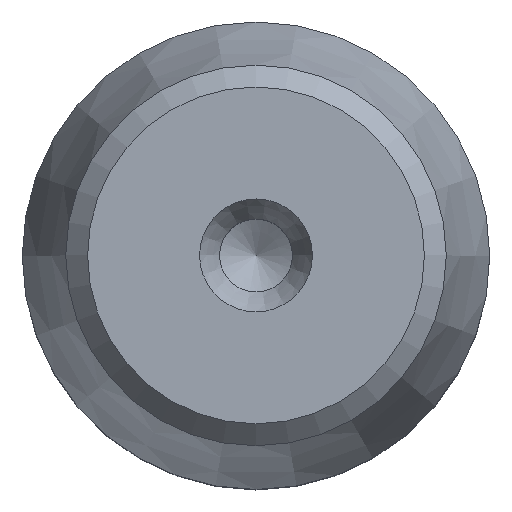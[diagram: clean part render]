
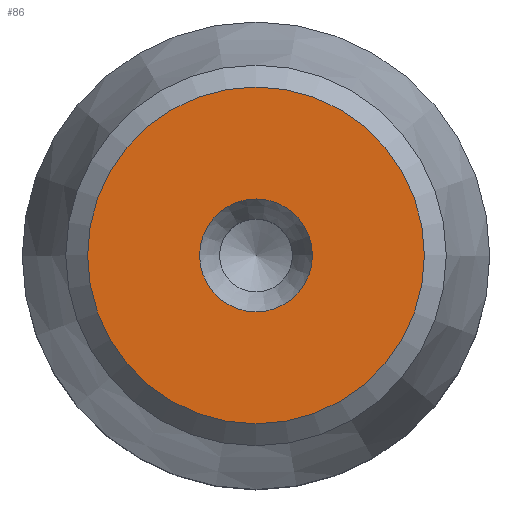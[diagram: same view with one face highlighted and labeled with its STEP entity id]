
A CAD part, top view. The second image highlights one B-rep face of the part: STEP entity #86.
In plain terms, the highlighted planar face has unit normal (0, 0, 1).
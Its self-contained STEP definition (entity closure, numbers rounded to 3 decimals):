
#50=PLANE('',#832);
#86=ADVANCED_FACE('',(#124,#125),#50,.F.);
#124=FACE_BOUND('',#163,.T.);
#125=FACE_BOUND('',#164,.T.);
#163=EDGE_LOOP('',(#209));
#164=EDGE_LOOP('',(#210));
#209=ORIENTED_EDGE('',*,*,#322,.F.);
#210=ORIENTED_EDGE('',*,*,#323,.F.);
#287=VERTEX_POINT('',#1131);
#288=VERTEX_POINT('',#1134);
#322=EDGE_CURVE('',#287,#287,#365,.T.);
#323=EDGE_CURVE('',#288,#288,#366,.T.);
#365=CIRCLE('',#829,1.55);
#366=CIRCLE('',#831,4.625);
#829=AXIS2_PLACEMENT_3D('',#1130,#955,#956);
#831=AXIS2_PLACEMENT_3D('',#1133,#959,#960);
#832=AXIS2_PLACEMENT_3D('',#1135,#961,#962);
#955=DIRECTION('',(0.,0.,1.));
#956=DIRECTION('',(-1.,0.,0.));
#959=DIRECTION('',(0.,0.,-1.));
#960=DIRECTION('',(-1.,0.,0.));
#961=DIRECTION('',(0.,0.,-1.));
#962=DIRECTION('',(-1.,0.,0.));
#1130=CARTESIAN_POINT('',(0.,0.,110.));
#1131=CARTESIAN_POINT('',(-1.55,0.,110.));
#1133=CARTESIAN_POINT('',(0.,0.,110.));
#1134=CARTESIAN_POINT('',(-4.625,0.,110.));
#1135=CARTESIAN_POINT('',(0.,0.,110.));
